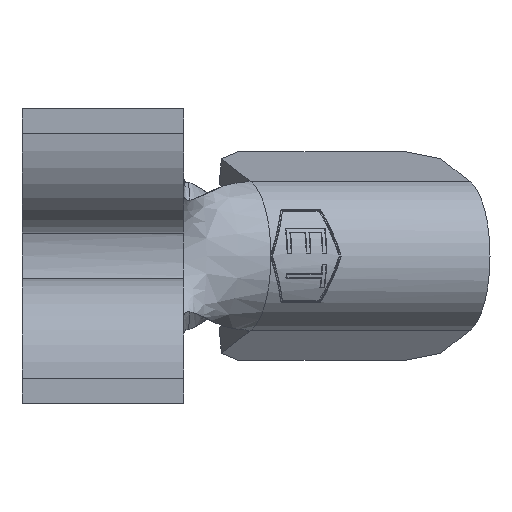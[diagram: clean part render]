
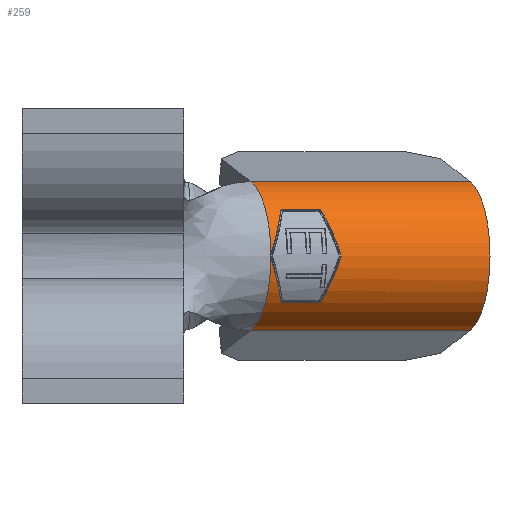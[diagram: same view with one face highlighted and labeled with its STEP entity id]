
A CAD part, left-side view. The second image highlights one B-rep face of the part: STEP entity #259.
In plain terms, the highlighted cylindrical face has radius 1.168 mm (diameter 2.337 mm), a partial arc.
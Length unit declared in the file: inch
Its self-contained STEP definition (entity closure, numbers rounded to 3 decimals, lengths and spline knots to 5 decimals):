
#47 = CARTESIAN_POINT ( 'NONE',  ( 0.07931, -0.0916, -0.01003 ) ) ;
#90 = LINE ( 'NONE', #2026, #3627 ) ;
#98 = CARTESIAN_POINT ( 'NONE',  ( 0.07931, -0.0916, 0.01003 ) ) ;
#102 = CARTESIAN_POINT ( 'NONE',  ( 0.07736, -0.05862, -0.02792 ) ) ;
#106 = ORIENTED_EDGE ( 'NONE', *, *, #4456, .F. ) ;
#164 = VERTEX_POINT ( 'NONE', #2056 ) ;
#237 = CARTESIAN_POINT ( 'NONE',  ( 0.08591, -0.08212, 0.02792 ) ) ;
#259 = ADVANCED_FACE ( 'NONE', ( #2907 ), #2803, .T. ) ;
#440 = VERTEX_POINT ( 'NONE', #4206 ) ;
#467 = CARTESIAN_POINT ( 'NONE',  ( 0.08046, -0.09474, 0. ) ) ;
#504 = B_SPLINE_CURVE_WITH_KNOTS ( 'NONE', 3,
 ( #1867, #4083, #47, #2590 ),
 .UNSPECIFIED., .F., .F.,
 ( 4, 4 ),
 ( 0., 1. ),
 .UNSPECIFIED. ) ;
#530 = VECTOR ( 'NONE', #2241, 39.37008 ) ;
#728 = DIRECTION ( 'NONE',  ( 0.94, 0.342, 0. ) ) ;
#730 = CARTESIAN_POINT ( 'NONE',  ( 0.14514, -0.1723, -0.04448 ) ) ;
#792 = VERTEX_POINT ( 'NONE', #2204 ) ;
#964 = DIRECTION ( 'NONE',  ( -0.342, 0.94, 0. ) ) ;
#1012 = ORIENTED_EDGE ( 'NONE', *, *, #4397, .F. ) ;
#1047 = CARTESIAN_POINT ( 'NONE',  ( 0.06621, -0.0556, -0.01003 ) ) ;
#1062 = CARTESIAN_POINT ( 'NONE',  ( 0.07049, -0.05757, -0.01995 ) ) ;
#1092 = DIRECTION ( 'NONE',  ( 0.342, -0.94, 0. ) ) ;
#1160 = CARTESIAN_POINT ( 'NONE',  ( 0.10829, -0.03672, 0. ) ) ;
#1196 = CARTESIAN_POINT ( 'NONE',  ( 0.08133, -0.08734, 0.01995 ) ) ;
#1384 = VERTEX_POINT ( 'NONE', #730 ) ;
#1393 = CARTESIAN_POINT ( 'NONE',  ( 0.07049, -0.05757, 0.01995 ) ) ;
#1463 = CARTESIAN_POINT ( 'NONE',  ( 0.09726, -0.04074, -0.04448 ) ) ;
#1499 = VECTOR ( 'NONE', #1092, 39.37008 ) ;
#1523 = DIRECTION ( 'NONE',  ( -0.94, -0.342, 0. ) ) ;
#1529 = LINE ( 'NONE', #237, #3486 ) ;
#1674 = B_SPLINE_CURVE_WITH_KNOTS ( 'NONE', 3,
 ( #2147, #1047, #1062, #3616 ),
 .UNSPECIFIED., .F., .F.,
 ( 4, 4 ),
 ( 0., 1. ),
 .UNSPECIFIED. ) ;
#1692 = CARTESIAN_POINT ( 'NONE',  ( 0.10829, -0.03672, 0. ) ) ;
#1795 = EDGE_CURVE ( 'NONE', #4690, #440, #4546, .T. ) ;
#1802 = DIRECTION ( 'NONE',  ( -0.342, 0.94, 0. ) ) ;
#1867 = CARTESIAN_POINT ( 'NONE',  ( 0.08591, -0.08212, -0.02792 ) ) ;
#1974 = ORIENTED_EDGE ( 'NONE', *, *, #4204, .T. ) ;
#1975 = ORIENTED_EDGE ( 'NONE', *, *, #4519, .F. ) ;
#2025 = VERTEX_POINT ( 'NONE', #2610 ) ;
#2026 = CARTESIAN_POINT ( 'NONE',  ( 0.09726, -0.04074, -0.04448 ) ) ;
#2027 = AXIS2_PLACEMENT_3D ( 'NONE', #1160, #3719, #1523 ) ;
#2056 = CARTESIAN_POINT ( 'NONE',  ( 0.08591, -0.08212, 0.02792 ) ) ;
#2086 = AXIS2_PLACEMENT_3D ( 'NONE', #3274, #2869, #2141 ) ;
#2087 = ORIENTED_EDGE ( 'NONE', *, *, #1795, .F. ) ;
#2132 = CARTESIAN_POINT ( 'NONE',  ( 0.06621, -0.0556, 0.01003 ) ) ;
#2141 = DIRECTION ( 'NONE',  ( -0.94, -0.342, 0. ) ) ;
#2147 = CARTESIAN_POINT ( 'NONE',  ( 0.06507, -0.05246, 0. ) ) ;
#2195 = ORIENTED_EDGE ( 'NONE', *, *, #3692, .F. ) ;
#2204 = CARTESIAN_POINT ( 'NONE',  ( 0.07736, -0.05862, 0.02792 ) ) ;
#2241 = DIRECTION ( 'NONE',  ( 0.342, -0.94, 0. ) ) ;
#2390 = DIRECTION ( 'NONE',  ( 0.342, -0.94, 0. ) ) ;
#2548 = CIRCLE ( 'NONE', #2027, 0.046 ) ;
#2563 = CARTESIAN_POINT ( 'NONE',  ( 0.09726, -0.04074, 0.04448 ) ) ;
#2590 = CARTESIAN_POINT ( 'NONE',  ( 0.08046, -0.09474, 0. ) ) ;
#2610 = CARTESIAN_POINT ( 'NONE',  ( 0.08591, -0.08212, -0.02792 ) ) ;
#2653 = CARTESIAN_POINT ( 'NONE',  ( 0.08046, -0.09474, 0. ) ) ;
#2787 = CIRCLE ( 'NONE', #3407, 0.046 ) ;
#2803 = CYLINDRICAL_SURFACE ( 'NONE', #2963, 0.046 ) ;
#2863 = ORIENTED_EDGE ( 'NONE', *, *, #4749, .F. ) ;
#2869 = DIRECTION ( 'NONE',  ( -0.342, 0.94, 0. ) ) ;
#2907 = FACE_OUTER_BOUND ( 'NONE', #4734, .T. ) ;
#2963 = AXIS2_PLACEMENT_3D ( 'NONE', #1692, #4035, #728 ) ;
#3026 = B_SPLINE_CURVE_WITH_KNOTS ( 'NONE', 3,
 ( #467, #98, #1196, #3754 ),
 .UNSPECIFIED., .F., .F.,
 ( 4, 4 ),
 ( 0., 1. ),
 .UNSPECIFIED. ) ;
#3070 = CARTESIAN_POINT ( 'NONE',  ( 0.09726, -0.04074, 0.04448 ) ) ;
#3182 = VERTEX_POINT ( 'NONE', #102 ) ;
#3221 = CARTESIAN_POINT ( 'NONE',  ( 0.07736, -0.05862, -0.02792 ) ) ;
#3274 = CARTESIAN_POINT ( 'NONE',  ( 0.10829, -0.03672, 0. ) ) ;
#3407 = AXIS2_PLACEMENT_3D ( 'NONE', #4008, #1802, #4383 ) ;
#3427 = LINE ( 'NONE', #3221, #530 ) ;
#3443 = EDGE_CURVE ( 'NONE', #3182, #2025, #3427, .T. ) ;
#3449 = EDGE_CURVE ( 'NONE', #440, #4119, #2548, .T. ) ;
#3456 = LINE ( 'NONE', #2563, #1499 ) ;
#3486 = VECTOR ( 'NONE', #964, 39.37008 ) ;
#3558 = CARTESIAN_POINT ( 'NONE',  ( 0.14514, -0.1723, 0.04448 ) ) ;
#3616 = CARTESIAN_POINT ( 'NONE',  ( 0.07736, -0.05862, -0.02792 ) ) ;
#3627 = VECTOR ( 'NONE', #2390, 39.37008 ) ;
#3692 = EDGE_CURVE ( 'NONE', #164, #792, #1529, .T. ) ;
#3719 = DIRECTION ( 'NONE',  ( -0.342, 0.94, 0. ) ) ;
#3754 = CARTESIAN_POINT ( 'NONE',  ( 0.08591, -0.08212, 0.02792 ) ) ;
#3797 = EDGE_CURVE ( 'NONE', #1384, #4332, #2787, .T. ) ;
#3872 = ORIENTED_EDGE ( 'NONE', *, *, #3449, .F. ) ;
#3970 = CARTESIAN_POINT ( 'NONE',  ( 0.07736, -0.05862, 0.02792 ) ) ;
#3986 = ORIENTED_EDGE ( 'NONE', *, *, #3797, .T. ) ;
#3990 = VERTEX_POINT ( 'NONE', #2653 ) ;
#4008 = CARTESIAN_POINT ( 'NONE',  ( 0.15617, -0.16828, 0. ) ) ;
#4035 = DIRECTION ( 'NONE',  ( 0.342, -0.94, 0. ) ) ;
#4083 = CARTESIAN_POINT ( 'NONE',  ( 0.08133, -0.08734, -0.01995 ) ) ;
#4119 = VERTEX_POINT ( 'NONE', #3070 ) ;
#4204 = EDGE_CURVE ( 'NONE', #4690, #1384, #90, .T. ) ;
#4206 = CARTESIAN_POINT ( 'NONE',  ( 0.06507, -0.05246, 0. ) ) ;
#4217 = ORIENTED_EDGE ( 'NONE', *, *, #3443, .F. ) ;
#4252 = B_SPLINE_CURVE_WITH_KNOTS ( 'NONE', 3,
 ( #3970, #1393, #2132, #4711 ),
 .UNSPECIFIED., .F., .F.,
 ( 4, 4 ),
 ( 0., 1. ),
 .UNSPECIFIED. ) ;
#4332 = VERTEX_POINT ( 'NONE', #3558 ) ;
#4365 = EDGE_CURVE ( 'NONE', #792, #440, #4252, .T. ) ;
#4383 = DIRECTION ( 'NONE',  ( -0.94, -0.342, 0. ) ) ;
#4397 = EDGE_CURVE ( 'NONE', #440, #3182, #1674, .T. ) ;
#4456 = EDGE_CURVE ( 'NONE', #4119, #4332, #3456, .T. ) ;
#4519 = EDGE_CURVE ( 'NONE', #3990, #164, #3026, .T. ) ;
#4546 = CIRCLE ( 'NONE', #2086, 0.046 ) ;
#4690 = VERTEX_POINT ( 'NONE', #1463 ) ;
#4711 = CARTESIAN_POINT ( 'NONE',  ( 0.06507, -0.05246, 0. ) ) ;
#4723 = ORIENTED_EDGE ( 'NONE', *, *, #4365, .F. ) ;
#4734 = EDGE_LOOP ( 'NONE', ( #1975, #2863, #4217, #1012, #2087, #1974, #3986, #106, #3872, #4723, #2195 ) ) ;
#4749 = EDGE_CURVE ( 'NONE', #2025, #3990, #504, .T. ) ;
